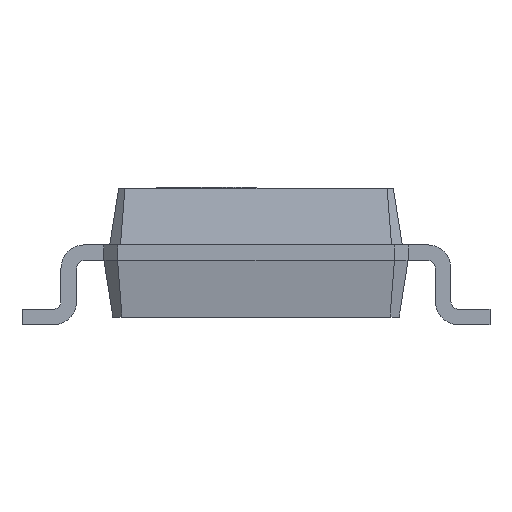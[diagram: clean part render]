
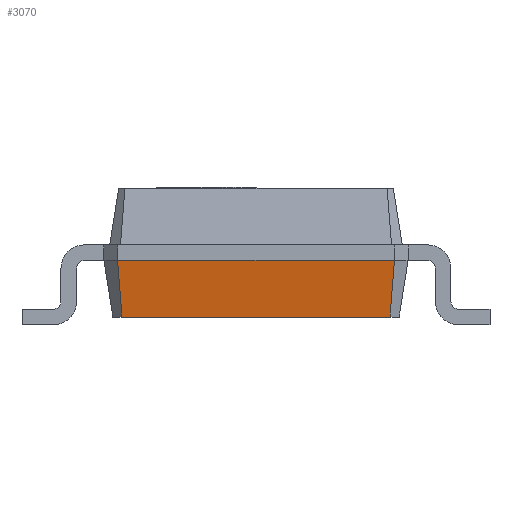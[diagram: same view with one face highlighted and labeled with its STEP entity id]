
A CAD part, front view. The second image highlights one B-rep face of the part: STEP entity #3070.
In plain terms, the highlighted planar face has unit normal (0, -0.988, -0.156).
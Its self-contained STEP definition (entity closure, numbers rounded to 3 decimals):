
#194 = CARTESIAN_POINT ( 'NONE',  ( -1.775, -4.95, 0.825 ) ) ;
#362 = PLANE ( 'NONE',  #21149 ) ;
#930 = EDGE_CURVE ( 'NONE', #21121, #4783, #11298, .T. ) ;
#1561 = EDGE_LOOP ( 'NONE', ( #5580, #19219, #9684, #20994 ) ) ;
#2328 = EDGE_CURVE ( 'NONE', #7490, #4783, #19328, .T. ) ;
#3070 = ADVANCED_FACE ( 'NONE', ( #10914 ), #362, .F. ) ;
#3266 = CARTESIAN_POINT ( 'NONE',  ( 1.718, -4.835, 0.1 ) ) ;
#3407 = DIRECTION ( 'NONE',  ( -0.078, -0.156, 0.985 ) ) ;
#3502 = VERTEX_POINT ( 'NONE', #3266 ) ;
#3934 = DIRECTION ( 'NONE',  ( 0.078, -0.156, 0.985 ) ) ;
#4256 = DIRECTION ( 'NONE',  ( 0., 0.988, 0.156 ) ) ;
#4612 = CARTESIAN_POINT ( 'NONE',  ( 1.718, -4.835, 0.1 ) ) ;
#4783 = VERTEX_POINT ( 'NONE', #194 ) ;
#4898 = VECTOR ( 'NONE', #3407, 1000. ) ;
#5580 = ORIENTED_EDGE ( 'NONE', *, *, #17509, .F. ) ;
#6653 = VECTOR ( 'NONE', #11850, 1000. ) ;
#7490 = VERTEX_POINT ( 'NONE', #8770 ) ;
#8485 = VECTOR ( 'NONE', #3934, 1000. ) ;
#8770 = CARTESIAN_POINT ( 'NONE',  ( -1.718, -4.835, 0.1 ) ) ;
#9684 = ORIENTED_EDGE ( 'NONE', *, *, #930, .T. ) ;
#10152 = CARTESIAN_POINT ( 'NONE',  ( 1.775, -4.95, 0.825 ) ) ;
#10914 = FACE_OUTER_BOUND ( 'NONE', #1561, .T. ) ;
#11298 = LINE ( 'NONE', #11743, #13855 ) ;
#11743 = CARTESIAN_POINT ( 'NONE',  ( 1.775, -4.95, 0.825 ) ) ;
#11850 = DIRECTION ( 'NONE',  ( -1., 0., 0. ) ) ;
#13855 = VECTOR ( 'NONE', #18611, 1000. ) ;
#14594 = DIRECTION ( 'NONE',  ( 1., 0., 0. ) ) ;
#15524 = LINE ( 'NONE', #4612, #6653 ) ;
#17509 = EDGE_CURVE ( 'NONE', #3502, #7490, #15524, .T. ) ;
#17626 = EDGE_CURVE ( 'NONE', #3502, #21121, #20999, .T. ) ;
#18611 = DIRECTION ( 'NONE',  ( -1., 0., 0. ) ) ;
#19103 = CARTESIAN_POINT ( 'NONE',  ( -1.718, -4.835, 0.1 ) ) ;
#19219 = ORIENTED_EDGE ( 'NONE', *, *, #17626, .T. ) ;
#19328 = LINE ( 'NONE', #19103, #4898 ) ;
#19959 = CARTESIAN_POINT ( 'NONE',  ( 0., -4.835, 0.1 ) ) ;
#20885 = CARTESIAN_POINT ( 'NONE',  ( 1.718, -4.835, 0.1 ) ) ;
#20994 = ORIENTED_EDGE ( 'NONE', *, *, #2328, .F. ) ;
#20999 = LINE ( 'NONE', #20885, #8485 ) ;
#21121 = VERTEX_POINT ( 'NONE', #10152 ) ;
#21149 = AXIS2_PLACEMENT_3D ( 'NONE', #19959, #4256, #14594 ) ;
